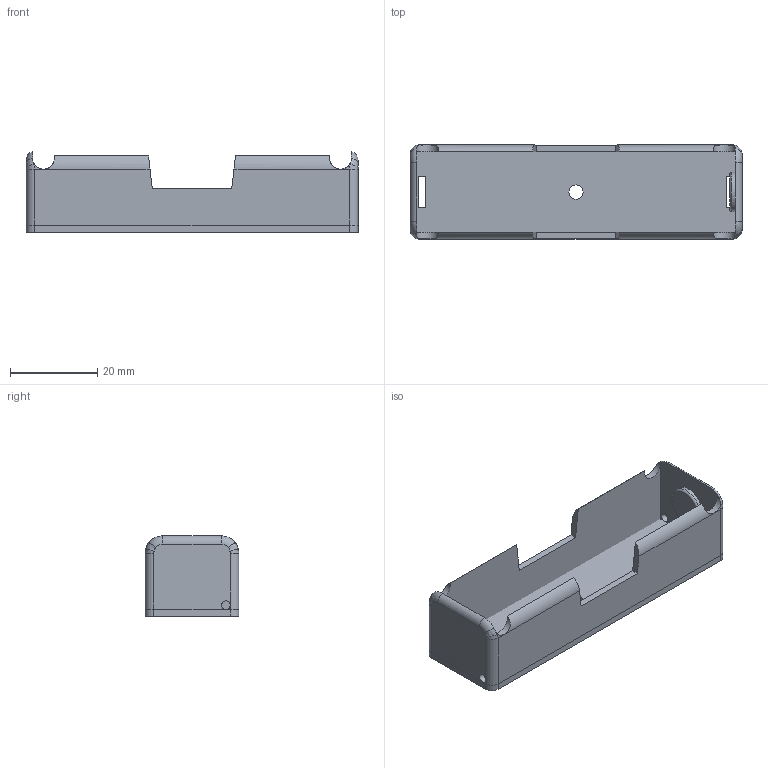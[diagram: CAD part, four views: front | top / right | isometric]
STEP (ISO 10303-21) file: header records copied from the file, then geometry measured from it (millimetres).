
FILE_DESCRIPTION(/* description */ (''),/* implementation_level */ '2;1');
FILE_NAME(/* name */ '18650BatteryCase v6.step',/* time_stamp */ '2020-07-03T20:01:55+02:00',/* author */ (''),/* organization */ (''),/* preprocessor_version */ 'ST-DEVELOPER v18.1',/* originating_system */ 'Autodesk Translation Framework v9.3.0.1241',/* authorisation */ '');
FILE_SCHEMA (('AUTOMOTIVE_DESIGN { 1 0 10303 214 3 1 1 }'));
Length unit declared in the file: millimetre
Products named in the file (1): 18650BatteryCase
Bounding box: 76 x 21.5 x 18.4 mm (x, y, z)
Volume: 6748.7 mm3; surface area: 10006.6 mm2
Topology: 2 solids, 2 shells, 69 faces, 187 edges, 120 vertices
Faces by surface type: plane 34, cylinder 22, bspline 8, torus 5
Full cylindrical faces by diameter (mm): 2 x2, 3.25 x1, 9 x1
Entity records: 2494 total; most frequent: CARTESIAN_POINT 689, ORIENTED_EDGE 374, DIRECTION 368, EDGE_CURVE 187, AXIS2_PLACEMENT_3D 131, VERTEX_POINT 120, LINE 106, VECTOR 106
